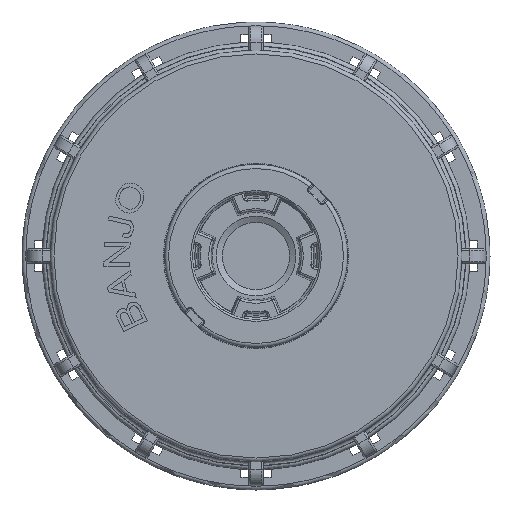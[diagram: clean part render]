
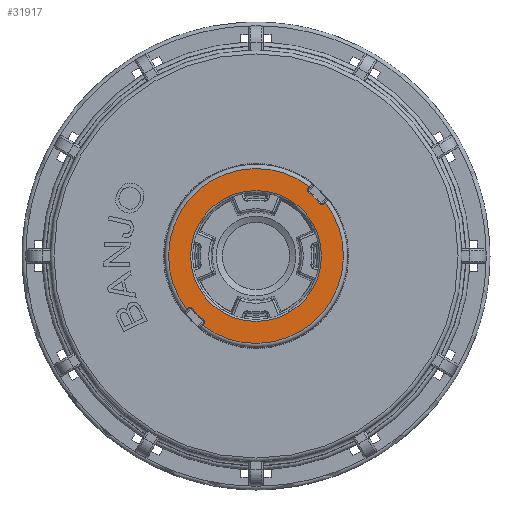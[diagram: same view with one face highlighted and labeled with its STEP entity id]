
A CAD part, left-side view. The second image highlights one B-rep face of the part: STEP entity #31917.
In plain terms, the highlighted face is planar.
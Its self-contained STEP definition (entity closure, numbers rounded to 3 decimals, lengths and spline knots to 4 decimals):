
#217=FACE_BOUND('',#3660,.T.);
#403=PLANE('',#34493);
#1766=FACE_OUTER_BOUND('',#3659,.T.);
#3659=EDGE_LOOP('',(#23506,#23507,#23508,#23509,#23510,#23511,#23512,#23513,
#23514,#23515,#23516,#23517));
#3660=EDGE_LOOP('',(#23518));
#5495=CIRCLE('',#34224,0.045);
#5500=CIRCLE('',#34232,0.045);
#5504=CIRCLE('',#34237,1.295);
#5507=CIRCLE('',#34243,1.37);
#5757=CIRCLE('',#34494,1.37);
#5758=CIRCLE('',#34495,0.045);
#5759=CIRCLE('',#34496,1.295);
#5760=CIRCLE('',#34497,0.045);
#5761=CIRCLE('',#34498,1.025);
#7879=LINE('',#53019,#10671);
#7882=LINE('',#53038,#10674);
#7883=LINE('',#53642,#10675);
#7884=LINE('',#53649,#10676);
#10671=VECTOR('',#39191,0.3937);
#10674=VECTOR('',#39218,0.3937);
#10675=VECTOR('',#39725,0.3937);
#10676=VECTOR('',#39732,0.3937);
#13645=VERTEX_POINT('',#52945);
#13646=VERTEX_POINT('',#52946);
#13648=VERTEX_POINT('',#52977);
#13650=VERTEX_POINT('',#53023);
#13651=VERTEX_POINT('',#53024);
#13653=VERTEX_POINT('',#53036);
#13655=VERTEX_POINT('',#53104);
#13905=VERTEX_POINT('',#53639);
#13906=VERTEX_POINT('',#53641);
#13907=VERTEX_POINT('',#53643);
#13908=VERTEX_POINT('',#53645);
#13909=VERTEX_POINT('',#53647);
#13910=VERTEX_POINT('',#53650);
#17152=EDGE_CURVE('',#13645,#13646,#5495,.T.);
#17159=EDGE_CURVE('',#13646,#13648,#7879,.T.);
#17161=EDGE_CURVE('',#13650,#13651,#5500,.T.);
#17165=EDGE_CURVE('',#13651,#13645,#5504,.T.);
#17169=EDGE_CURVE('',#13653,#13650,#7882,.T.);
#17172=EDGE_CURVE('',#13648,#13655,#5507,.T.);
#17423=EDGE_CURVE('',#13905,#13653,#5757,.T.);
#17424=EDGE_CURVE('',#13906,#13905,#7883,.T.);
#17425=EDGE_CURVE('',#13907,#13906,#5758,.T.);
#17426=EDGE_CURVE('',#13908,#13907,#5759,.T.);
#17427=EDGE_CURVE('',#13909,#13908,#5760,.T.);
#17428=EDGE_CURVE('',#13655,#13909,#7884,.T.);
#17429=EDGE_CURVE('',#13910,#13910,#5761,.T.);
#23506=ORIENTED_EDGE('',*,*,#17159,.F.);
#23507=ORIENTED_EDGE('',*,*,#17152,.F.);
#23508=ORIENTED_EDGE('',*,*,#17165,.F.);
#23509=ORIENTED_EDGE('',*,*,#17161,.F.);
#23510=ORIENTED_EDGE('',*,*,#17169,.F.);
#23511=ORIENTED_EDGE('',*,*,#17423,.F.);
#23512=ORIENTED_EDGE('',*,*,#17424,.F.);
#23513=ORIENTED_EDGE('',*,*,#17425,.F.);
#23514=ORIENTED_EDGE('',*,*,#17426,.F.);
#23515=ORIENTED_EDGE('',*,*,#17427,.F.);
#23516=ORIENTED_EDGE('',*,*,#17428,.F.);
#23517=ORIENTED_EDGE('',*,*,#17172,.F.);
#23518=ORIENTED_EDGE('',*,*,#17429,.F.);
#31917=ADVANCED_FACE('',(#1766,#217),#403,.T.);
#34224=AXIS2_PLACEMENT_3D('',#52947,#39179,#39180);
#34232=AXIS2_PLACEMENT_3D('',#53025,#39197,#39198);
#34237=AXIS2_PLACEMENT_3D('',#53031,#39207,#39208);
#34243=AXIS2_PLACEMENT_3D('',#53105,#39221,#39222);
#34493=AXIS2_PLACEMENT_3D('',#53638,#39721,#39722);
#34494=AXIS2_PLACEMENT_3D('',#53640,#39723,#39724);
#34495=AXIS2_PLACEMENT_3D('',#53644,#39726,#39727);
#34496=AXIS2_PLACEMENT_3D('',#53646,#39728,#39729);
#34497=AXIS2_PLACEMENT_3D('',#53648,#39730,#39731);
#34498=AXIS2_PLACEMENT_3D('',#53651,#39733,#39734);
#39179=DIRECTION('center_axis',(0.,1.,0.));
#39180=DIRECTION('ref_axis',(-0.049,0.,0.999));
#39191=DIRECTION('',(0.707,0.,-0.707));
#39197=DIRECTION('center_axis',(0.,1.,0.));
#39198=DIRECTION('ref_axis',(-0.999,0.,0.049));
#39207=DIRECTION('center_axis',(0.,-1.,0.));
#39208=DIRECTION('ref_axis',(0.707,0.,-0.707));
#39218=DIRECTION('',(-0.707,0.,0.707));
#39221=DIRECTION('center_axis',(0.,-1.,0.));
#39222=DIRECTION('ref_axis',(0.707,0.,0.707));
#39721=DIRECTION('center_axis',(0.,1.,0.));
#39722=DIRECTION('ref_axis',(0.,0.,1.));
#39723=DIRECTION('center_axis',(0.,-1.,0.));
#39724=DIRECTION('ref_axis',(-0.707,0.,-0.707));
#39725=DIRECTION('',(-0.707,0.,0.707));
#39726=DIRECTION('center_axis',(0.,1.,0.));
#39727=DIRECTION('ref_axis',(0.049,0.,-0.999));
#39728=DIRECTION('center_axis',(0.,-1.,0.));
#39729=DIRECTION('ref_axis',(-0.707,0.,0.707));
#39730=DIRECTION('center_axis',(0.,1.,0.));
#39731=DIRECTION('ref_axis',(0.999,0.,-0.049));
#39732=DIRECTION('',(0.707,0.,-0.707));
#39733=DIRECTION('center_axis',(0.,1.,0.));
#39734=DIRECTION('ref_axis',(-1.,0.,0.));
#52945=CARTESIAN_POINT('',(1.0002,0.9,-0.8225));
#52946=CARTESIAN_POINT('',(1.0668,0.9,-0.8193));
#52947=CARTESIAN_POINT('Origin',(1.035,0.9,-0.8511));
#52977=CARTESIAN_POINT('',(1.0845,0.9,-0.8371));
#53019=CARTESIAN_POINT('',(0.4269,0.9,-0.1794));
#53023=CARTESIAN_POINT('',(0.8193,0.9,-1.0668));
#53024=CARTESIAN_POINT('',(0.8225,0.9,-1.0002));
#53025=CARTESIAN_POINT('Origin',(0.8511,0.9,-1.035));
#53031=CARTESIAN_POINT('Origin',(0.,0.9,0.));
#53036=CARTESIAN_POINT('',(0.8371,0.9,-1.0845));
#53038=CARTESIAN_POINT('',(0.1794,0.9,-0.4269));
#53104=CARTESIAN_POINT('',(-0.8371,0.9,1.0845));
#53105=CARTESIAN_POINT('Origin',(0.,0.9,0.));
#53638=CARTESIAN_POINT('Origin',(1.2125,0.9,0.));
#53639=CARTESIAN_POINT('',(-1.0845,0.9,0.8371));
#53640=CARTESIAN_POINT('Origin',(0.,0.9,0.));
#53641=CARTESIAN_POINT('',(-1.0668,0.9,0.8193));
#53642=CARTESIAN_POINT('',(0.1794,0.9,-0.4269));
#53643=CARTESIAN_POINT('',(-1.0002,0.9,0.8225));
#53644=CARTESIAN_POINT('Origin',(-1.035,0.9,0.8511));
#53645=CARTESIAN_POINT('',(-0.8225,0.9,1.0002));
#53646=CARTESIAN_POINT('Origin',(0.,0.9,0.));
#53647=CARTESIAN_POINT('',(-0.8193,0.9,1.0668));
#53648=CARTESIAN_POINT('Origin',(-0.8511,0.9,1.035));
#53649=CARTESIAN_POINT('',(0.4269,0.9,-0.1794));
#53650=CARTESIAN_POINT('',(0.,0.9,1.025));
#53651=CARTESIAN_POINT('Origin',(0.,0.9,0.));
